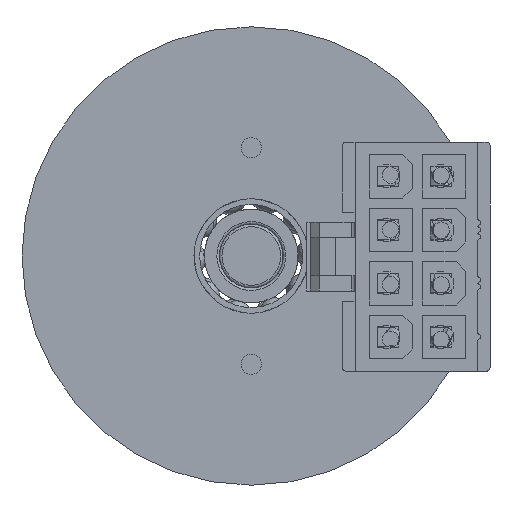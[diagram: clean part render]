
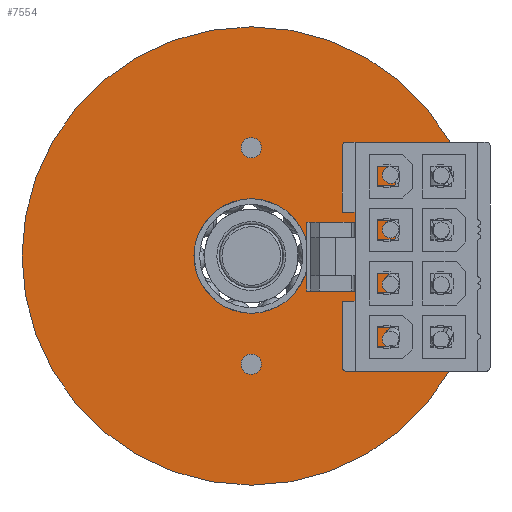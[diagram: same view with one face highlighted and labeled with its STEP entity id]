
A CAD part, front view. The second image highlights one B-rep face of the part: STEP entity #7554.
In plain terms, the highlighted planar face has unit normal (0, -1, 0).
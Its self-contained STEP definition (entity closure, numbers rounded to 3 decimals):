
#23 = DIRECTION ( 'NONE',  ( 0., -1., 0. ) ) ;
#427 = CARTESIAN_POINT ( 'NONE',  ( 12.3, 0., -7.1 ) ) ;
#542 = CARTESIAN_POINT ( 'NONE',  ( 0., 0., 8.5 ) ) ;
#805 = CIRCLE ( 'NONE', #9031, 0.6 ) ;
#1703 = CARTESIAN_POINT ( 'NONE',  ( 15.588, 0., -9. ) ) ;
#1990 = CARTESIAN_POINT ( 'NONE',  ( 11.3, 0., -7.1 ) ) ;
#2002 = EDGE_LOOP ( 'NONE', ( #12285 ) ) ;
#2077 = ORIENTED_EDGE ( 'NONE', *, *, #5069, .T. ) ;
#2294 = DIRECTION ( 'NONE',  ( 0., 0., -1. ) ) ;
#2382 = ORIENTED_EDGE ( 'NONE', *, *, #6832, .F. ) ;
#2877 = CIRCLE ( 'NONE', #15389, 0.8 ) ;
#2886 = VECTOR ( 'NONE', #11486, 1000. ) ;
#3016 = VERTEX_POINT ( 'NONE', #9304 ) ;
#3033 = CARTESIAN_POINT ( 'NONE',  ( 15.069, 0., -8.7 ) ) ;
#3101 = DIRECTION ( 'NONE',  ( 0., 0., -1. ) ) ;
#3723 = DIRECTION ( 'NONE',  ( 0., 1., 0. ) ) ;
#4004 = FACE_BOUND ( 'NONE', #16243, .T. ) ;
#4103 = FACE_BOUND ( 'NONE', #2002, .T. ) ;
#4125 = VERTEX_POINT ( 'NONE', #5058 ) ;
#4302 = PLANE ( 'NONE',  #8976 ) ;
#4326 = CARTESIAN_POINT ( 'NONE',  ( 0., 0., -8.5 ) ) ;
#4446 = VERTEX_POINT ( 'NONE', #10610 ) ;
#4508 = DIRECTION ( 'NONE',  ( 0., 0., -1. ) ) ;
#4707 = CIRCLE ( 'NONE', #8988, 1. ) ;
#5058 = CARTESIAN_POINT ( 'NONE',  ( 15.588, 0., 9. ) ) ;
#5069 = EDGE_CURVE ( 'NONE', #4446, #6268, #7322, .T. ) ;
#5201 = CARTESIAN_POINT ( 'NONE',  ( 24.7, 0., -8.1 ) ) ;
#5748 = EDGE_LOOP ( 'NONE', ( #2382, #9717, #13240, #16710, #6540, #11837, #6664, #2077 ) ) ;
#5767 = DIRECTION ( 'NONE',  ( 0., 0., -1. ) ) ;
#6104 = CARTESIAN_POINT ( 'NONE',  ( 0., 0., 0. ) ) ;
#6163 = DIRECTION ( 'NONE',  ( 0., 0., -1. ) ) ;
#6268 = VERTEX_POINT ( 'NONE', #19809 ) ;
#6540 = ORIENTED_EDGE ( 'NONE', *, *, #20128, .F. ) ;
#6547 = CARTESIAN_POINT ( 'NONE',  ( 12.3, 0., -8.1 ) ) ;
#6558 = EDGE_CURVE ( 'NONE', #3016, #3016, #18778, .T. ) ;
#6664 = ORIENTED_EDGE ( 'NONE', *, *, #15578, .F. ) ;
#6706 = EDGE_LOOP ( 'NONE', ( #7688 ) ) ;
#6832 = EDGE_CURVE ( 'NONE', #12627, #6268, #14336, .T. ) ;
#7017 = CARTESIAN_POINT ( 'NONE',  ( 0., 0., 0. ) ) ;
#7119 = DIRECTION ( 'NONE',  ( 0., -1., 0. ) ) ;
#7322 = CIRCLE ( 'NONE', #10259, 1. ) ;
#7554 = ADVANCED_FACE ( 'NONE', ( #4004, #10483, #19514, #4103 ), #4302, .T. ) ;
#7688 = ORIENTED_EDGE ( 'NONE', *, *, #10605, .F. ) ;
#7700 = LINE ( 'NONE', #16950, #8826 ) ;
#7742 = AXIS2_PLACEMENT_3D ( 'NONE', #542, #13219, #2294 ) ;
#7782 = DIRECTION ( 'NONE',  ( 0., 0., -1. ) ) ;
#8240 = EDGE_CURVE ( 'NONE', #17757, #17864, #4707, .T. ) ;
#8292 = LINE ( 'NONE', #5201, #2886 ) ;
#8479 = CARTESIAN_POINT ( 'NONE',  ( 0., 0., 7.7 ) ) ;
#8826 = VECTOR ( 'NONE', #6163, 1000. ) ;
#8938 = DIRECTION ( 'NONE',  ( 0., 0., -1. ) ) ;
#8976 = AXIS2_PLACEMENT_3D ( 'NONE', #16354, #16667, #8938 ) ;
#8988 = AXIS2_PLACEMENT_3D ( 'NONE', #427, #3723, #9888 ) ;
#9022 = DIRECTION ( 'NONE',  ( 0., -1., 0. ) ) ;
#9031 = AXIS2_PLACEMENT_3D ( 'NONE', #3033, #9022, #7782 ) ;
#9304 = CARTESIAN_POINT ( 'NONE',  ( 0., 0., -4.5 ) ) ;
#9468 = EDGE_CURVE ( 'NONE', #15629, #19793, #805, .T. ) ;
#9717 = ORIENTED_EDGE ( 'NONE', *, *, #16713, .T. ) ;
#9803 = VERTEX_POINT ( 'NONE', #8479 ) ;
#9888 = DIRECTION ( 'NONE',  ( 0., 0., -1. ) ) ;
#10259 = AXIS2_PLACEMENT_3D ( 'NONE', #12085, #18343, #10839 ) ;
#10483 = FACE_BOUND ( 'NONE', #6706, .T. ) ;
#10605 = EDGE_CURVE ( 'NONE', #9803, #9803, #13996, .T. ) ;
#10610 = CARTESIAN_POINT ( 'NONE',  ( 11.3, 0., 7.1 ) ) ;
#10769 = EDGE_CURVE ( 'NONE', #4125, #15629, #18891, .T. ) ;
#10839 = DIRECTION ( 'NONE',  ( 0., 0., -1. ) ) ;
#11486 = DIRECTION ( 'NONE',  ( 1., 0., 0. ) ) ;
#11510 = CARTESIAN_POINT ( 'NONE',  ( 15.069, 0., -8.1 ) ) ;
#11837 = ORIENTED_EDGE ( 'NONE', *, *, #8240, .T. ) ;
#12010 = AXIS2_PLACEMENT_3D ( 'NONE', #7017, #7119, #14634 ) ;
#12085 = CARTESIAN_POINT ( 'NONE',  ( 12.3, 0., 7.1 ) ) ;
#12285 = ORIENTED_EDGE ( 'NONE', *, *, #6558, .F. ) ;
#12577 = VECTOR ( 'NONE', #12792, 1000. ) ;
#12627 = VERTEX_POINT ( 'NONE', #13253 ) ;
#12792 = DIRECTION ( 'NONE',  ( -1., 0., 0. ) ) ;
#13120 = AXIS2_PLACEMENT_3D ( 'NONE', #18696, #15531, #4508 ) ;
#13219 = DIRECTION ( 'NONE',  ( 0., -1., 0. ) ) ;
#13240 = ORIENTED_EDGE ( 'NONE', *, *, #10769, .T. ) ;
#13253 = CARTESIAN_POINT ( 'NONE',  ( 15.069, 0., 8.1 ) ) ;
#13996 = CIRCLE ( 'NONE', #7742, 0.8 ) ;
#14336 = LINE ( 'NONE', #20175, #12577 ) ;
#14634 = DIRECTION ( 'NONE',  ( 0., 0., -1. ) ) ;
#14900 = EDGE_CURVE ( 'NONE', #19867, #19867, #2877, .T. ) ;
#15389 = AXIS2_PLACEMENT_3D ( 'NONE', #4326, #18309, #5767 ) ;
#15531 = DIRECTION ( 'NONE',  ( 0., -1., 0. ) ) ;
#15578 = EDGE_CURVE ( 'NONE', #4446, #17864, #7700, .T. ) ;
#15629 = VERTEX_POINT ( 'NONE', #1703 ) ;
#16049 = ORIENTED_EDGE ( 'NONE', *, *, #14900, .F. ) ;
#16243 = EDGE_LOOP ( 'NONE', ( #16049 ) ) ;
#16354 = CARTESIAN_POINT ( 'NONE',  ( 4.5, 0., 0. ) ) ;
#16667 = DIRECTION ( 'NONE',  ( 0., -1., 0. ) ) ;
#16710 = ORIENTED_EDGE ( 'NONE', *, *, #9468, .T. ) ;
#16713 = EDGE_CURVE ( 'NONE', #12627, #4125, #18021, .T. ) ;
#16950 = CARTESIAN_POINT ( 'NONE',  ( 11.3, 0., -8.1 ) ) ;
#17757 = VERTEX_POINT ( 'NONE', #6547 ) ;
#17864 = VERTEX_POINT ( 'NONE', #1990 ) ;
#18021 = CIRCLE ( 'NONE', #13120, 0.6 ) ;
#18309 = DIRECTION ( 'NONE',  ( 0., -1., 0. ) ) ;
#18343 = DIRECTION ( 'NONE',  ( 0., 1., 0. ) ) ;
#18696 = CARTESIAN_POINT ( 'NONE',  ( 15.069, 0., 8.7 ) ) ;
#18778 = CIRCLE ( 'NONE', #19431, 4.5 ) ;
#18891 = CIRCLE ( 'NONE', #12010, 18. ) ;
#19431 = AXIS2_PLACEMENT_3D ( 'NONE', #6104, #23, #3101 ) ;
#19514 = FACE_OUTER_BOUND ( 'NONE', #5748, .T. ) ;
#19761 = CARTESIAN_POINT ( 'NONE',  ( 0., 0., -9.3 ) ) ;
#19793 = VERTEX_POINT ( 'NONE', #11510 ) ;
#19809 = CARTESIAN_POINT ( 'NONE',  ( 12.3, 0., 8.1 ) ) ;
#19867 = VERTEX_POINT ( 'NONE', #19761 ) ;
#20128 = EDGE_CURVE ( 'NONE', #17757, #19793, #8292, .T. ) ;
#20175 = CARTESIAN_POINT ( 'NONE',  ( 24.7, 0., 8.1 ) ) ;
